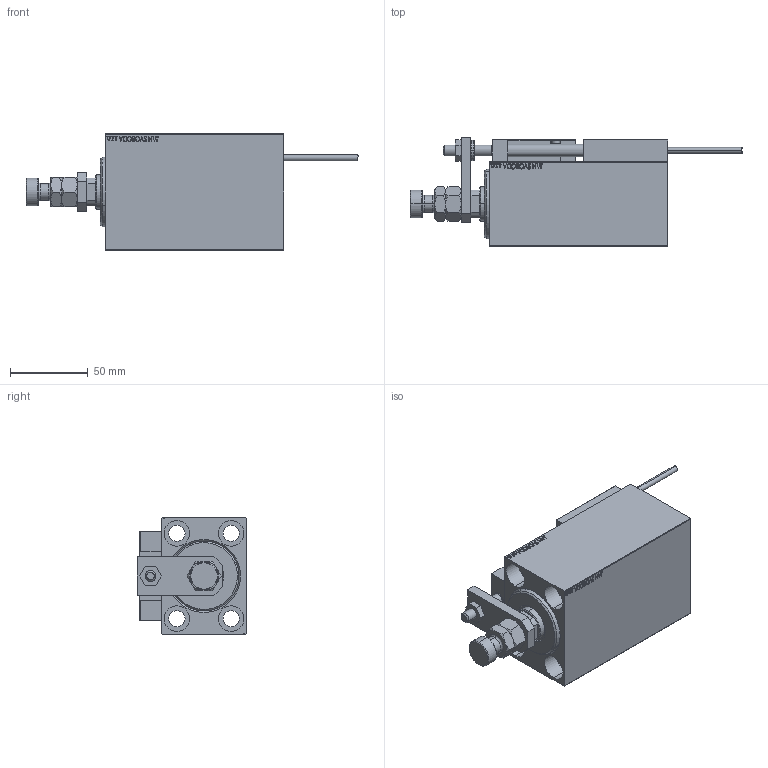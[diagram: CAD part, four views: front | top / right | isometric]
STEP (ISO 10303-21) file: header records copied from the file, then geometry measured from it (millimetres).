
FILE_DESCRIPTION (( 'STEP AP203' ), '1' );
FILE_NAME ('a693.STEP', '2024-02-12T10:11:54', ( '' ), ( '' ), 'SwSTEP 2.0', 'SolidWorks 2019', '' );
FILE_SCHEMA (( 'CONFIG_CONTROL_DESIGN' ));
Length unit declared in the file: millimetre
Products named in the file (16): ALLEN BOLT D8 27e2a1ddf349e4ef5e40cf6a3099fa07; SWITCH DIM B,W 27e2a1ddf349e4ef5e40cf6a3099fa07; ALLEN BOLT D5 27e2a1ddf349e4ef5e40cf6a3099fa07; a693; SWITCH X 27e2a1ddf349e4ef5e40cf6a3099fa07; ZARAZKA 27e2a1ddf349e4ef5e40cf6a3099fa07; MAGNET 27e2a1ddf349e4ef5e40cf6a3099fa07; Block 27e2a1ddf349e4ef5e40cf6a3099fa07; SWITCH_X_FRONT_BACK 27e2a1ddf349e4ef5e40cf6a3099fa07; NUT_D12 27e2a1ddf349e4ef5e40cf6a3099fa07; TYC_L79 27e2a1ddf349e4ef5e40cf6a3099fa07; X_Y_MFA 27e2a1ddf349e4ef5e40cf6a3099fa07; V450CM_VC_B 27e2a1ddf349e4ef5e40cf6a3099fa07; KONCOVKA 27e2a1ddf349e4ef5e40cf6a3099fa07; V450CM_C_Body 27e2a1ddf349e4ef5e40cf6a3099fa07; V450CM_C_VCP 27e2a1ddf349e4ef5e40cf6a3099fa07
Assembly tree (25 placements, depth 3):
  a693
    V450CM_C_Body 27e2a1ddf349e4ef5e40cf6a3099fa07
    SWITCH X 27e2a1ddf349e4ef5e40cf6a3099fa07
      SWITCH_X_FRONT_BACK 27e2a1ddf349e4ef5e40cf6a3099fa07  x2
      TYC_L79 27e2a1ddf349e4ef5e40cf6a3099fa07
      Block 27e2a1ddf349e4ef5e40cf6a3099fa07  x2
      ALLEN BOLT D5 27e2a1ddf349e4ef5e40cf6a3099fa07  x4
      ALLEN BOLT D8 27e2a1ddf349e4ef5e40cf6a3099fa07  x4
      MAGNET 27e2a1ddf349e4ef5e40cf6a3099fa07  x2
      KONCOVKA 27e2a1ddf349e4ef5e40cf6a3099fa07  x2
    NUT_D12 27e2a1ddf349e4ef5e40cf6a3099fa07
    SWITCH DIM B,W 27e2a1ddf349e4ef5e40cf6a3099fa07
    ZARAZKA 27e2a1ddf349e4ef5e40cf6a3099fa07
    V450CM_C_VCP 27e2a1ddf349e4ef5e40cf6a3099fa07
    V450CM_VC_B 27e2a1ddf349e4ef5e40cf6a3099fa07
    X_Y_MFA 27e2a1ddf349e4ef5e40cf6a3099fa07
Bounding box: 214 x 70.5 x 75 mm (x, y, z)
Volume: 459750.3 mm3; surface area: 109984.6 mm2
Topology: 24 solids, 24 shells, 1324 faces, 3150 edges, 2005 vertices
Faces by surface type: plane 574, bspline 380, cylinder 184, cone 134, torus 48, sphere 4
Entity records: 51536 total; most frequent: CARTESIAN_POINT 26397, ORIENTED_EDGE 5320, DIRECTION 3608, EDGE_CURVE 2660, VERTEX_POINT 1729, VECTOR 1496, LINE 1496, EDGE_LOOP 1233
